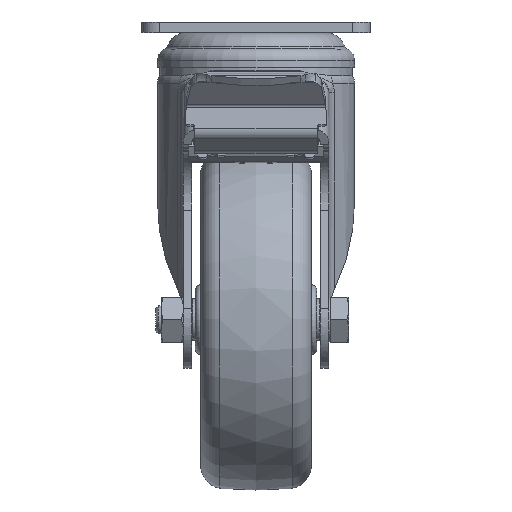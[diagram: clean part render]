
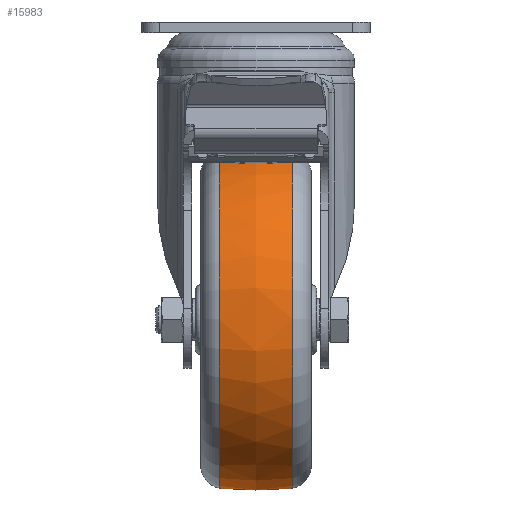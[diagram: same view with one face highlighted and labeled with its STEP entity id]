
A CAD part, top view. The second image highlights one B-rep face of the part: STEP entity #15983.
In plain terms, the highlighted free-form (B-spline) face has degree [2, 2] with [3, 9] control points.
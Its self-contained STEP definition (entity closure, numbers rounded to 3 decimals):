
#231=(
BOUNDED_SURFACE()
B_SPLINE_SURFACE(2,2,((#37117,#37118,#37119,#37120,#37121,#37122,#37123,
#37124,#37125),(#37126,#37127,#37128,#37129,#37130,#37131,#37132,#37133,
#37134),(#37135,#37136,#37137,#37138,#37139,#37140,#37141,#37142,#37143)),
 .UNSPECIFIED.,.F.,.T.,.F.)
B_SPLINE_SURFACE_WITH_KNOTS((3,3),(3,2,2,2,3),(-0.239,0.239),
(-3.142,-1.571,0.,1.571,3.142),
 .UNSPECIFIED.)
GEOMETRIC_REPRESENTATION_ITEM()
RATIONAL_B_SPLINE_SURFACE(((1.,0.707,1.,0.707,1.,
0.707,1.,0.707,1.),(0.972,0.687,
0.972,0.687,0.972,0.687,
0.972,0.687,0.972),(1.,0.707,
1.,0.707,1.,0.707,1.,0.707,1.)))
REPRESENTATION_ITEM('')
SURFACE()
);
#2083=FACE_OUTER_BOUND('',#3051,.T.);
#3051=EDGE_LOOP('',(#14655,#14656,#14657,#14658));
#3841=CIRCLE('',#17685,48.72);
#3842=CIRCLE('',#17686,48.72);
#3843=CIRCLE('',#17687,45.);
#7547=VERTEX_POINT('',#37114);
#7548=VERTEX_POINT('',#37144);
#9920=EDGE_CURVE('',#7547,#7547,#3841,.T.);
#9921=EDGE_CURVE('',#7548,#7548,#3842,.T.);
#9922=EDGE_CURVE('',#7548,#7547,#3843,.T.);
#14655=ORIENTED_EDGE('',*,*,#9921,.T.);
#14656=ORIENTED_EDGE('',*,*,#9922,.T.);
#14657=ORIENTED_EDGE('',*,*,#9920,.F.);
#14658=ORIENTED_EDGE('',*,*,#9922,.F.);
#15983=ADVANCED_FACE('',(#2083),#231,.F.);
#17685=AXIS2_PLACEMENT_3D('',#37116,#22003,#22004);
#17686=AXIS2_PLACEMENT_3D('',#37145,#22005,#22006);
#17687=AXIS2_PLACEMENT_3D('',#37146,#22007,#22008);
#22003=DIRECTION('center_axis',(-1.,0.,0.));
#22004=DIRECTION('ref_axis',(0.,0.,1.));
#22005=DIRECTION('center_axis',(-1.,0.,0.));
#22006=DIRECTION('ref_axis',(0.,0.,1.));
#22007=DIRECTION('center_axis',(0.,1.,0.));
#22008=DIRECTION('ref_axis',(0.,0.,
-1.));
#37114=CARTESIAN_POINT('',(-10.658,0.,-48.72));
#37116=CARTESIAN_POINT('Origin',(-10.658,0.,0.));
#37117=CARTESIAN_POINT('Ctrl Pts',(10.658,0.,
-48.72));
#37118=CARTESIAN_POINT('Ctrl Pts',(10.658,-48.72,-48.72));
#37119=CARTESIAN_POINT('Ctrl Pts',(10.658,-48.72,0.));
#37120=CARTESIAN_POINT('Ctrl Pts',(10.658,-48.72,48.72));
#37121=CARTESIAN_POINT('Ctrl Pts',(10.658,0.,
48.72));
#37122=CARTESIAN_POINT('Ctrl Pts',(10.658,48.72,48.72));
#37123=CARTESIAN_POINT('Ctrl Pts',(10.658,48.72,0.));
#37124=CARTESIAN_POINT('Ctrl Pts',(10.658,48.72,-48.72));
#37125=CARTESIAN_POINT('Ctrl Pts',(10.658,0.,
-48.72));
#37126=CARTESIAN_POINT('Ctrl Pts',(0.,0.,
-51.318));
#37127=CARTESIAN_POINT('Ctrl Pts',(0.,-51.318,
-51.318));
#37128=CARTESIAN_POINT('Ctrl Pts',(0.,-51.318,
0.));
#37129=CARTESIAN_POINT('Ctrl Pts',(0.,-51.318,
51.318));
#37130=CARTESIAN_POINT('Ctrl Pts',(0.,0.,
51.318));
#37131=CARTESIAN_POINT('Ctrl Pts',(0.,51.318,
51.318));
#37132=CARTESIAN_POINT('Ctrl Pts',(0.,51.318,
0.));
#37133=CARTESIAN_POINT('Ctrl Pts',(0.,51.318,
-51.318));
#37134=CARTESIAN_POINT('Ctrl Pts',(0.,0.,
-51.318));
#37135=CARTESIAN_POINT('Ctrl Pts',(-10.658,0.,
-48.72));
#37136=CARTESIAN_POINT('Ctrl Pts',(-10.658,-48.72,
-48.72));
#37137=CARTESIAN_POINT('Ctrl Pts',(-10.658,-48.72,
0.));
#37138=CARTESIAN_POINT('Ctrl Pts',(-10.658,-48.72,
48.72));
#37139=CARTESIAN_POINT('Ctrl Pts',(-10.658,0.,
48.72));
#37140=CARTESIAN_POINT('Ctrl Pts',(-10.658,48.72,48.72));
#37141=CARTESIAN_POINT('Ctrl Pts',(-10.658,48.72,0.));
#37142=CARTESIAN_POINT('Ctrl Pts',(-10.658,48.72,-48.72));
#37143=CARTESIAN_POINT('Ctrl Pts',(-10.658,0.,
-48.72));
#37144=CARTESIAN_POINT('',(10.658,0.,-48.72));
#37145=CARTESIAN_POINT('Origin',(10.658,0.,0.));
#37146=CARTESIAN_POINT('Origin',(0.,0.,
-5.));
